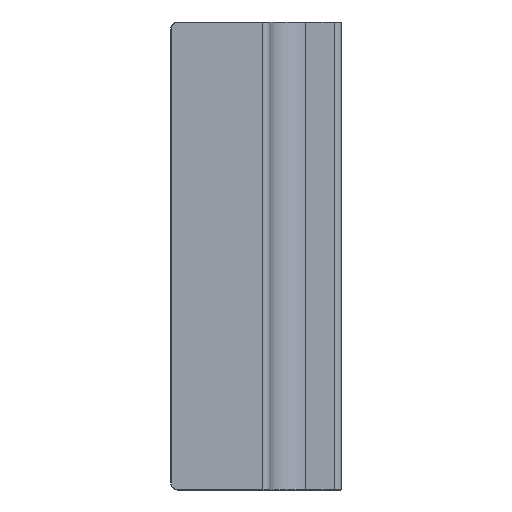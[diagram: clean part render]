
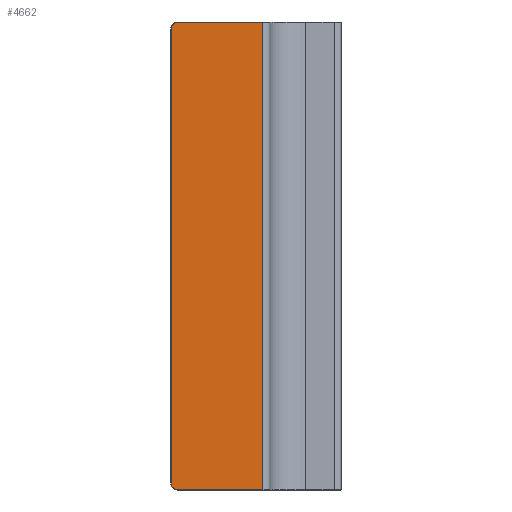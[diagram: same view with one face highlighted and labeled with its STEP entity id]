
A CAD part, left-side view. The second image highlights one B-rep face of the part: STEP entity #4662.
In plain terms, the highlighted planar face has unit normal (-1, 0, 0).
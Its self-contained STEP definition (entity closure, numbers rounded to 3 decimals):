
#143 = VECTOR ( 'NONE', #4186, 1000. ) ;
#180 = CARTESIAN_POINT ( 'NONE',  ( -48.8, 69.522, 0.703 ) ) ;
#202 = CARTESIAN_POINT ( 'NONE',  ( -48.8, 67.9, 0.2 ) ) ;
#231 = CARTESIAN_POINT ( 'NONE',  ( -48.8, 70.52, 2.011 ) ) ;
#263 = ORIENTED_EDGE ( 'NONE', *, *, #4526, .T. ) ;
#267 = AXIS2_PLACEMENT_3D ( 'NONE', #413, #3337, #2268 ) ;
#273 = CARTESIAN_POINT ( 'NONE',  ( -48.8, 68.951, 0.405 ) ) ;
#328 = VERTEX_POINT ( 'NONE', #1010 ) ;
#413 = CARTESIAN_POINT ( 'NONE',  ( -48.8, 0., 200. ) ) ;
#574 = CARTESIAN_POINT ( 'NONE',  ( -48.8, 69.236, 0.536 ) ) ;
#654 = CARTESIAN_POINT ( 'NONE',  ( -48.8, 31.5, 200. ) ) ;
#664 = CARTESIAN_POINT ( 'NONE',  ( -48.8, 70.485, 198.075 ) ) ;
#687 = CARTESIAN_POINT ( 'NONE',  ( -48.8, 70.634, 197.7 ) ) ;
#713 = CARTESIAN_POINT ( 'NONE',  ( -48.8, 69.29, 199.461 ) ) ;
#734 = DIRECTION ( 'NONE',  ( 0., -1., 0. ) ) ;
#780 = CARTESIAN_POINT ( 'NONE',  ( -48.8, 70.7, 197. ) ) ;
#864 = VECTOR ( 'NONE', #734, 1000. ) ;
#976 = CARTESIAN_POINT ( 'NONE',  ( -48.8, 70.604, 2.262 ) ) ;
#995 = CARTESIAN_POINT ( 'NONE',  ( -48.8, 70.7, 2.822 ) ) ;
#1010 = CARTESIAN_POINT ( 'NONE',  ( -48.8, 31.5, 199.8 ) ) ;
#1050 = CARTESIAN_POINT ( 'NONE',  ( -48.8, 70.467, 198.12 ) ) ;
#1074 = CARTESIAN_POINT ( 'NONE',  ( -48.8, 68.078, 199.8 ) ) ;
#1099 = ORIENTED_EDGE ( 'NONE', *, *, #4547, .F. ) ;
#1102 = CARTESIAN_POINT ( 'NONE',  ( -48.8, 70.7, 197.356 ) ) ;
#1125 = CARTESIAN_POINT ( 'NONE',  ( -48.8, 70.7, 197. ) ) ;
#1203 = LINE ( 'NONE', #2001, #1459 ) ;
#1228 = EDGE_CURVE ( 'NONE', #328, #1751, #1405, .T. ) ;
#1373 = CARTESIAN_POINT ( 'NONE',  ( -48.8, 68.975, 0.415 ) ) ;
#1405 = LINE ( 'NONE', #654, #3825 ) ;
#1459 = VECTOR ( 'NONE', #2350, 1000. ) ;
#1470 = CARTESIAN_POINT ( 'NONE',  ( -48.8, 67.9, 199.8 ) ) ;
#1483 = EDGE_CURVE ( 'NONE', #1699, #1815, #1203, .T. ) ;
#1488 = CARTESIAN_POINT ( 'NONE',  ( -48.8, 70.364, 198.336 ) ) ;
#1510 = FACE_OUTER_BOUND ( 'NONE', #4435, .T. ) ;
#1514 = B_SPLINE_CURVE_WITH_KNOTS ( 'NONE', 3,
 ( #3183, #995, #4651, #976, #2444, #2401, #231, #3914, #2115, #3476, #3496, #180, #574, #3567, #2468, #1373, #273, #4588, #1665, #202 ),
 .UNSPECIFIED., .F., .F.,
 ( 4, 1, 1, 1, 2, 2, 2, 1, 1, 1, 2, 2, 4 ),
 ( 0., 0.125, 0.188, 0.219, 0.234, 0.25, 0.5, 0.625, 0.688, 0.719, 0.734, 0.75, 1. ),
 .UNSPECIFIED. ) ;
#1528 = CARTESIAN_POINT ( 'NONE',  ( -48.8, 70.7, 3. ) ) ;
#1665 = CARTESIAN_POINT ( 'NONE',  ( -48.8, 68.256, 0.2 ) ) ;
#1699 = VERTEX_POINT ( 'NONE', #780 ) ;
#1751 = VERTEX_POINT ( 'NONE', #2213 ) ;
#1799 = CARTESIAN_POINT ( 'NONE',  ( -48.8, 68.908, 199.612 ) ) ;
#1815 = VERTEX_POINT ( 'NONE', #1528 ) ;
#1818 = LINE ( 'NONE', #4020, #864 ) ;
#2001 = CARTESIAN_POINT ( 'NONE',  ( -48.8, 70.7, 200. ) ) ;
#2115 = CARTESIAN_POINT ( 'NONE',  ( -48.8, 70.361, 1.61 ) ) ;
#2127 = CARTESIAN_POINT ( 'NONE',  ( -48.8, 69.607, 199.253 ) ) ;
#2139 = ORIENTED_EDGE ( 'NONE', *, *, #4174, .T. ) ;
#2213 = CARTESIAN_POINT ( 'NONE',  ( -48.8, 31.5, 0.2 ) ) ;
#2263 = EDGE_CURVE ( 'NONE', #1751, #3288, #2422, .T. ) ;
#2268 = DIRECTION ( 'NONE',  ( 0., 0., 1. ) ) ;
#2329 = CARTESIAN_POINT ( 'NONE',  ( -48.8, 67.9, 0.2 ) ) ;
#2350 = DIRECTION ( 'NONE',  ( 0., 0., -1. ) ) ;
#2374 = CARTESIAN_POINT ( 'NONE',  ( -48.8, 0., 0.2 ) ) ;
#2401 = CARTESIAN_POINT ( 'NONE',  ( -48.8, 70.535, 2.052 ) ) ;
#2422 = LINE ( 'NONE', #2374, #143 ) ;
#2444 = CARTESIAN_POINT ( 'NONE',  ( -48.8, 70.557, 2.115 ) ) ;
#2468 = CARTESIAN_POINT ( 'NONE',  ( -48.8, 69.02, 0.433 ) ) ;
#2524 = B_SPLINE_CURVE_WITH_KNOTS ( 'NONE', 3,
 ( #4359, #1074, #4736, #2842, #4390, #2525, #2913, #1799, #713, #2127, #2882, #3244, #1488, #4318, #1050, #664, #3223, #687, #1102, #1125 ),
 .UNSPECIFIED., .F., .F.,
 ( 4, 1, 1, 1, 2, 2, 2, 1, 1, 1, 2, 2, 4 ),
 ( 0., 0.125, 0.187, 0.219, 0.234, 0.25, 0.5, 0.625, 0.687, 0.719, 0.734, 0.75, 1. ),
 .UNSPECIFIED. ) ;
#2525 = CARTESIAN_POINT ( 'NONE',  ( -48.8, 68.848, 199.635 ) ) ;
#2842 = CARTESIAN_POINT ( 'NONE',  ( -48.8, 68.638, 199.704 ) ) ;
#2882 = CARTESIAN_POINT ( 'NONE',  ( -48.8, 70.016, 198.843 ) ) ;
#2913 = CARTESIAN_POINT ( 'NONE',  ( -48.8, 68.889, 199.62 ) ) ;
#3183 = CARTESIAN_POINT ( 'NONE',  ( -48.8, 70.7, 3. ) ) ;
#3223 = CARTESIAN_POINT ( 'NONE',  ( -48.8, 70.495, 198.051 ) ) ;
#3244 = CARTESIAN_POINT ( 'NONE',  ( -48.8, 70.197, 198.622 ) ) ;
#3288 = VERTEX_POINT ( 'NONE', #2329 ) ;
#3337 = DIRECTION ( 'NONE',  ( -1., 0., 0. ) ) ;
#3402 = ORIENTED_EDGE ( 'NONE', *, *, #1483, .T. ) ;
#3476 = CARTESIAN_POINT ( 'NONE',  ( -48.8, 70.153, 1.293 ) ) ;
#3496 = CARTESIAN_POINT ( 'NONE',  ( -48.8, 69.743, 0.884 ) ) ;
#3567 = CARTESIAN_POINT ( 'NONE',  ( -48.8, 69.086, 0.463 ) ) ;
#3687 = ORIENTED_EDGE ( 'NONE', *, *, #1228, .F. ) ;
#3825 = VECTOR ( 'NONE', #3919, 1000. ) ;
#3914 = CARTESIAN_POINT ( 'NONE',  ( -48.8, 70.512, 1.992 ) ) ;
#3919 = DIRECTION ( 'NONE',  ( 0., 0., -1. ) ) ;
#4020 = CARTESIAN_POINT ( 'NONE',  ( -48.8, 0., 199.8 ) ) ;
#4071 = PLANE ( 'NONE',  #267 ) ;
#4174 = EDGE_CURVE ( 'NONE', #1815, #3288, #1514, .T. ) ;
#4186 = DIRECTION ( 'NONE',  ( 0., 1., 0. ) ) ;
#4269 = VERTEX_POINT ( 'NONE', #1470 ) ;
#4318 = CARTESIAN_POINT ( 'NONE',  ( -48.8, 70.437, 198.186 ) ) ;
#4359 = CARTESIAN_POINT ( 'NONE',  ( -48.8, 67.9, 199.8 ) ) ;
#4390 = CARTESIAN_POINT ( 'NONE',  ( -48.8, 68.785, 199.657 ) ) ;
#4435 = EDGE_LOOP ( 'NONE', ( #263, #3402, #2139, #4636, #3687, #1099 ) ) ;
#4526 = EDGE_CURVE ( 'NONE', #4269, #1699, #2524, .T. ) ;
#4547 = EDGE_CURVE ( 'NONE', #4269, #328, #1818, .T. ) ;
#4588 = CARTESIAN_POINT ( 'NONE',  ( -48.8, 68.6, 0.266 ) ) ;
#4636 = ORIENTED_EDGE ( 'NONE', *, *, #2263, .F. ) ;
#4651 = CARTESIAN_POINT ( 'NONE',  ( -48.8, 70.675, 2.56 ) ) ;
#4662 = ADVANCED_FACE ( 'NONE', ( #1510 ), #4071, .T. ) ;
#4736 = CARTESIAN_POINT ( 'NONE',  ( -48.8, 68.34, 199.775 ) ) ;
